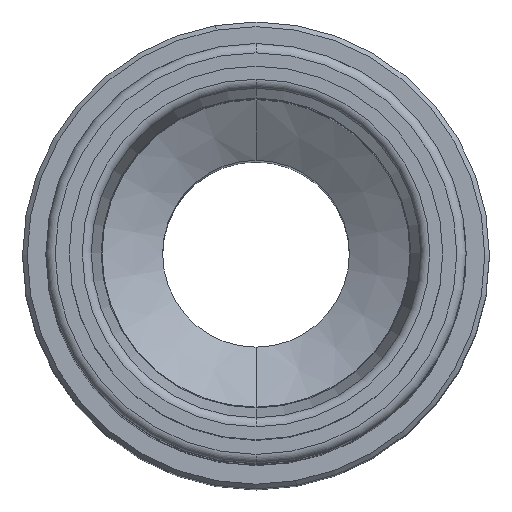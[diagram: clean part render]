
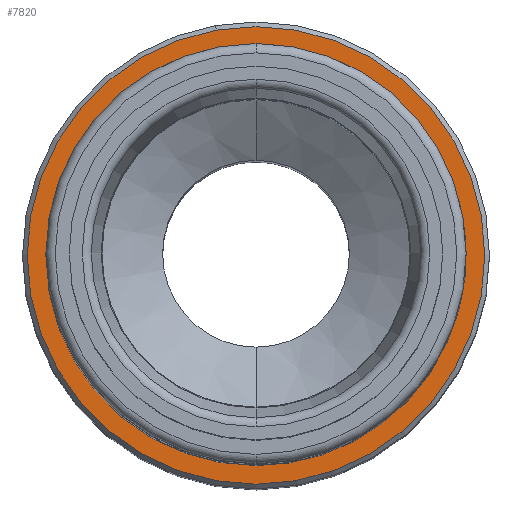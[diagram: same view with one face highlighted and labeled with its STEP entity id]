
A CAD part, top view. The second image highlights one B-rep face of the part: STEP entity #7820.
In plain terms, the highlighted face is planar.
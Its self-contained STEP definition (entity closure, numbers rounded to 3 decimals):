
#3020=CARTESIAN_POINT('',(-4.5,0.,30.4));
#3030=VERTEX_POINT('',#3020);
#3060=CARTESIAN_POINT('',(0.,0.,30.4));
#3070=DIRECTION('',(0.,0.,-1.));
#3080=DIRECTION('',(-1.,0.,0.));
#3090=AXIS2_PLACEMENT_3D('',#3060,#3070,#3080);
#3100=CIRCLE('',#3090,4.5);
#3110=CARTESIAN_POINT('',(4.,-2.062,30.4));
#3120=VERTEX_POINT('',#3110);
#3130=EDGE_CURVE('',#3120,#3030,#3100,.T.);
#3150=CARTESIAN_POINT('',(4.5,0.,30.4));
#3160=VERTEX_POINT('',#3150);
#3170=EDGE_CURVE('',#3160,#3120,#3100,.T.);
#7520=CARTESIAN_POINT('',(-5.745,-4.022,30.4));
#7530=DIRECTION('',(0.,0.,-1.));
#7540=DIRECTION('',(-0.985,0.174,0.));
#7550=AXIS2_PLACEMENT_3D('',#7520,#7530,#7540);
#7560=PLANE('',#7550);
#7570=ORIENTED_EDGE('',*,*,#3130,.F.);
#7580=EDGE_CURVE('',#3030,#3160,#3100,.T.);
#7590=ORIENTED_EDGE('',*,*,#7580,.F.);
#7600=ORIENTED_EDGE('',*,*,#3170,.F.);
#7610=EDGE_LOOP('',(#7600,#7590,#7570));
#7620=FACE_BOUND('',#7610,.T.);
#7630=CARTESIAN_POINT('',(0.,0.,
30.4));
#7640=DIRECTION('',(0.,0.,-1.));
#7650=DIRECTION('',(0.985,-0.174,0.));
#7660=AXIS2_PLACEMENT_3D('',#7630,#7640,#7650);
#7670=CIRCLE('',#7660,4.9);
#7680=CARTESIAN_POINT('',(4.826,-0.851,30.4));
#7690=VERTEX_POINT('',#7680);
#7700=CARTESIAN_POINT('',(-4.826,0.851,30.4));
#7710=VERTEX_POINT('',#7700);
#7720=EDGE_CURVE('',#7690,#7710,#7670,.T.);
#7730=ORIENTED_EDGE('',*,*,#7720,.T.);
#7740=CARTESIAN_POINT('',(0.851,4.826,30.4));
#7750=VERTEX_POINT('',#7740);
#7760=EDGE_CURVE('',#7750,#7690,#7670,.T.);
#7770=ORIENTED_EDGE('',*,*,#7760,.T.);
#7780=EDGE_CURVE('',#7710,#7750,#7670,.T.);
#7790=ORIENTED_EDGE('',*,*,#7780,.T.);
#7800=EDGE_LOOP('',(#7790,#7770,#7730));
#7810=FACE_OUTER_BOUND('',#7800,.T.);
#7820=ADVANCED_FACE('',(#7620,#7810),#7560,.T.);
